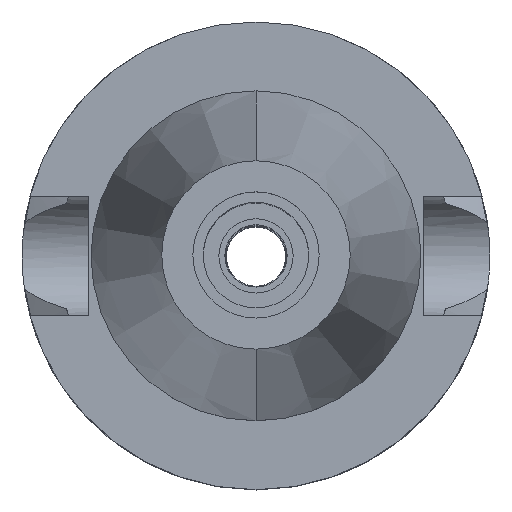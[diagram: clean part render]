
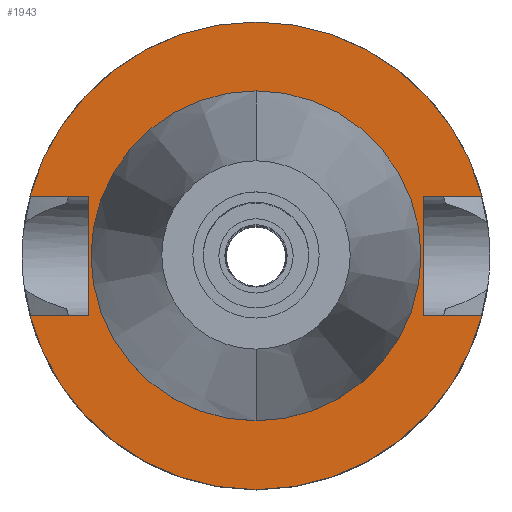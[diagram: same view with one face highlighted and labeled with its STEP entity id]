
A CAD part, top view. The second image highlights one B-rep face of the part: STEP entity #1943.
In plain terms, the highlighted planar face has unit normal (0, 0, 1).
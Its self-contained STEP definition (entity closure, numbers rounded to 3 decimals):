
#798=DIRECTION('',(1.,0.,0.));
#799=VECTOR('',#798,7.954);
#800=CARTESIAN_POINT('',(22.5,8.05,-2.));
#801=LINE('',#800,#799);
#845=DIRECTION('',(0.,1.,0.));
#846=VECTOR('',#845,16.1);
#847=CARTESIAN_POINT('',(-22.5,-8.05,-2.));
#848=LINE('',#847,#846);
#852=DIRECTION('',(-1.,0.,0.));
#853=VECTOR('',#852,7.954);
#854=CARTESIAN_POINT('',(-22.5,8.05,-2.));
#855=LINE('',#854,#853);
#859=CARTESIAN_POINT('',(0.,0.,-2.));
#860=DIRECTION('',(0.,0.,-1.));
#861=DIRECTION('',(-0.967,0.256,0.));
#862=AXIS2_PLACEMENT_3D('',#859,#860,#861);
#867=CARTESIAN_POINT('',(0.,0.,-2.));
#868=DIRECTION('',(0.,0.,-1.));
#869=DIRECTION('',(0.,1.,0.));
#870=AXIS2_PLACEMENT_3D('',#867,#868,#869);
#875=DIRECTION('',(0.,-1.,0.));
#876=VECTOR('',#875,16.1);
#877=CARTESIAN_POINT('',(22.5,8.05,-2.));
#878=LINE('',#877,#876);
#882=DIRECTION('',(1.,0.,0.));
#883=VECTOR('',#882,7.954);
#884=CARTESIAN_POINT('',(22.5,-8.05,-2.));
#885=LINE('',#884,#883);
#889=CARTESIAN_POINT('',(0.,0.,-2.));
#890=DIRECTION('',(0.,0.,-1.));
#891=DIRECTION('',(0.967,-0.256,0.));
#892=AXIS2_PLACEMENT_3D('',#889,#890,#891);
#897=CARTESIAN_POINT('',(0.,0.,-2.));
#898=DIRECTION('',(0.,0.,-1.));
#899=DIRECTION('',(0.,-1.,0.));
#900=AXIS2_PLACEMENT_3D('',#897,#898,#899);
#905=CARTESIAN_POINT('',(0.,0.,-2.));
#906=DIRECTION('',(0.,0.,1.));
#907=DIRECTION('',(0.,-1.,0.));
#908=AXIS2_PLACEMENT_3D('',#905,#906,#907);
#913=CARTESIAN_POINT('',(0.,0.,-2.));
#914=DIRECTION('',(0.,0.,1.));
#915=DIRECTION('',(0.,1.,0.));
#916=AXIS2_PLACEMENT_3D('',#913,#914,#915);
#951=DIRECTION('',(-1.,0.,0.));
#952=VECTOR('',#951,7.954);
#953=CARTESIAN_POINT('',(-22.5,-8.05,-2.));
#954=LINE('',#953,#952);
#1217=CARTESIAN_POINT('',(-22.5,-8.05,-2.));
#1218=VERTEX_POINT('',#1217);
#1219=CARTESIAN_POINT('',(-30.454,-8.05,-2.));
#1220=VERTEX_POINT('',#1219);
#1223=CARTESIAN_POINT('',(-22.5,8.05,-2.));
#1224=VERTEX_POINT('',#1223);
#1225=CARTESIAN_POINT('',(-30.454,8.05,-2.));
#1226=VERTEX_POINT('',#1225);
#1227=CARTESIAN_POINT('',(0.,31.5,-2.));
#1228=CARTESIAN_POINT('',(30.454,8.05,-2.));
#1229=VERTEX_POINT('',#1227);
#1230=VERTEX_POINT('',#1228);
#1231=CARTESIAN_POINT('',(22.5,8.05,-2.));
#1232=VERTEX_POINT('',#1231);
#1233=CARTESIAN_POINT('',(22.5,-8.05,-2.));
#1234=VERTEX_POINT('',#1233);
#1235=CARTESIAN_POINT('',(30.454,-8.05,-2.));
#1236=VERTEX_POINT('',#1235);
#1237=CARTESIAN_POINT('',(0.,-31.5,-2.));
#1238=VERTEX_POINT('',#1237);
#1239=CARTESIAN_POINT('',(0.,-22.225,-2.));
#1240=CARTESIAN_POINT('',(0.,22.225,-2.));
#1241=VERTEX_POINT('',#1239);
#1242=VERTEX_POINT('',#1240);
#1913=CARTESIAN_POINT('',(0.,0.,-2.));
#1914=DIRECTION('',(0.,0.,-1.));
#1915=DIRECTION('',(0.,-1.,0.));
#1916=AXIS2_PLACEMENT_3D('',#1913,#1914,#1915);
#1917=PLANE('',#1916);
#1919=ORIENTED_EDGE('',*,*,#1918,.T.);
#1920=ORIENTED_EDGE('',*,*,#1856,.T.);
#1922=ORIENTED_EDGE('',*,*,#1921,.T.);
#1924=ORIENTED_EDGE('',*,*,#1923,.T.);
#1925=ORIENTED_EDGE('',*,*,#1890,.F.);
#1926=ORIENTED_EDGE('',*,*,#1903,.T.);
#1928=ORIENTED_EDGE('',*,*,#1927,.T.);
#1930=ORIENTED_EDGE('',*,*,#1929,.T.);
#1932=ORIENTED_EDGE('',*,*,#1931,.T.);
#1934=ORIENTED_EDGE('',*,*,#1933,.F.);
#1935=EDGE_LOOP('',(#1919,#1920,#1922,#1924,#1925,#1926,#1928,#1930,#1932,
#1934));
#1936=FACE_OUTER_BOUND('',#1935,.F.);
#1938=ORIENTED_EDGE('',*,*,#1937,.T.);
#1940=ORIENTED_EDGE('',*,*,#1939,.T.);
#1941=EDGE_LOOP('',(#1938,#1940));
#1942=FACE_BOUND('',#1941,.F.);
#863=CIRCLE('',#862,31.5);
#871=CIRCLE('',#870,31.5);
#893=CIRCLE('',#892,31.5);
#901=CIRCLE('',#900,31.5);
#909=CIRCLE('',#908,22.225);
#917=CIRCLE('',#916,22.225);
#1856=EDGE_CURVE('',#1224,#1226,#855,.T.);
#1890=EDGE_CURVE('',#1232,#1230,#801,.T.);
#1903=EDGE_CURVE('',#1232,#1234,#878,.T.);
#1918=EDGE_CURVE('',#1218,#1224,#848,.T.);
#1921=EDGE_CURVE('',#1226,#1229,#863,.T.);
#1923=EDGE_CURVE('',#1229,#1230,#871,.T.);
#1927=EDGE_CURVE('',#1234,#1236,#885,.T.);
#1929=EDGE_CURVE('',#1236,#1238,#893,.T.);
#1931=EDGE_CURVE('',#1238,#1220,#901,.T.);
#1933=EDGE_CURVE('',#1218,#1220,#954,.T.);
#1937=EDGE_CURVE('',#1241,#1242,#909,.T.);
#1939=EDGE_CURVE('',#1242,#1241,#917,.T.);
#1943=ADVANCED_FACE('',(#1936,#1942),#1917,.F.);
